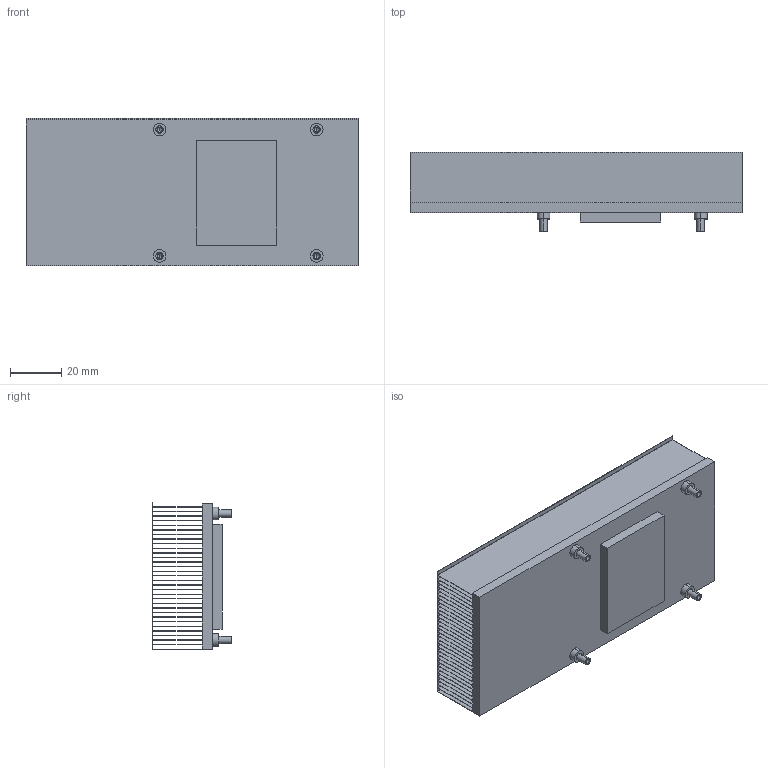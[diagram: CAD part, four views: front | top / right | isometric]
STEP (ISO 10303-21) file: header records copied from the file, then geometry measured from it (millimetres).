
FILE_DESCRIPTION (( 'STEP AP214' ), '1' );
FILE_NAME ('Heatsink_Original.STEP', '2018-12-07T17:19:30', ( '' ), ( '' ), 'SwSTEP 2.0', 'SolidWorks 2018', '' );
FILE_SCHEMA (( 'AUTOMOTIVE_DESIGN' ));
Length unit declared in the file: millimetre
Products named in the file (1): Heatsink_Original
Bounding box: 130 x 31 x 57.6 mm (x, y, z)
Volume: 47956.1 mm3; surface area: 192421.1 mm2
Topology: 1 solids, 1 shells, 179 faces, 496 edges, 324 vertices
Faces by surface type: plane 147, cylinder 24, cone 8
Entity records: 5736 total; most frequent: CARTESIAN_POINT 992, ORIENTED_EDGE 976, DIRECTION 896, EDGE_CURVE 488, LINE 440, VECTOR 440, VERTEX_POINT 324, EDGE_LOOP 254
